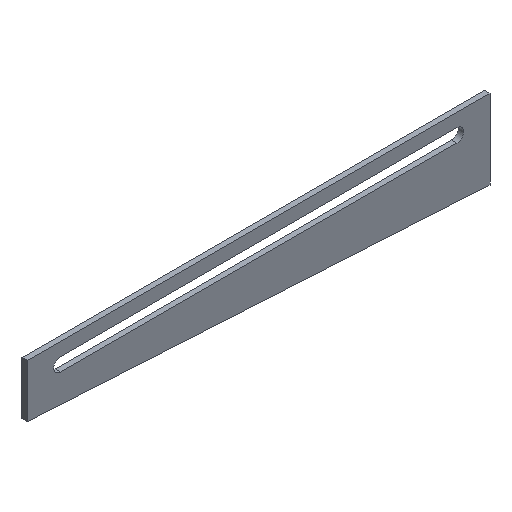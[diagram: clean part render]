
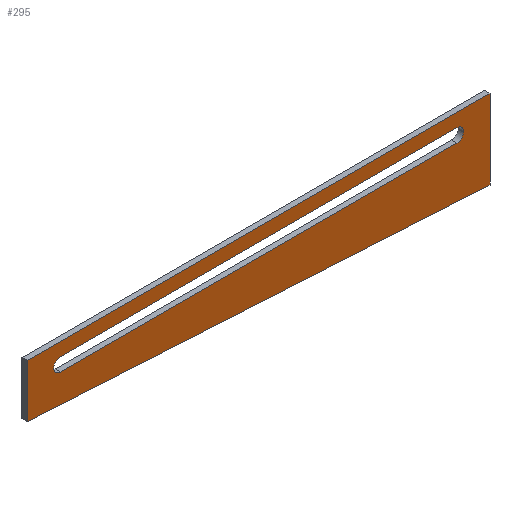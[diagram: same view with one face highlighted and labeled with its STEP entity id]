
A CAD part, isometric view. The second image highlights one B-rep face of the part: STEP entity #295.
In plain terms, the highlighted planar face has unit normal (0, -1, 0).
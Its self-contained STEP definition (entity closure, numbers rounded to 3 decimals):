
#15 = ORIENTED_EDGE ( 'NONE', *, *, #66, .F. ) ;
#16 = VERTEX_POINT ( 'NONE', #311 ) ;
#21 = DIRECTION ( 'NONE',  ( 0., 0., 1. ) ) ;
#24 = DIRECTION ( 'NONE',  ( 0., 0., -1. ) ) ;
#30 = CIRCLE ( 'NONE', #137, 2.5 ) ;
#39 = LINE ( 'NONE', #67, #275 ) ;
#40 = CARTESIAN_POINT ( 'NONE',  ( 35.748, 0., -25.924 ) ) ;
#42 = CARTESIAN_POINT ( 'NONE',  ( 23.248, 0., -3.424 ) ) ;
#47 = DIRECTION ( 'NONE',  ( 0., 0., 1. ) ) ;
#58 = FACE_OUTER_BOUND ( 'NONE', #279, .T. ) ;
#59 = ORIENTED_EDGE ( 'NONE', *, *, #223, .T. ) ;
#61 = EDGE_CURVE ( 'NONE', #319, #259, #365, .T. ) ;
#66 = EDGE_CURVE ( 'NONE', #354, #319, #39, .T. ) ;
#67 = CARTESIAN_POINT ( 'NONE',  ( 35.748, 0., 4.076 ) ) ;
#68 = DIRECTION ( 'NONE',  ( 0., 0., -1. ) ) ;
#72 = ORIENTED_EDGE ( 'NONE', *, *, #127, .F. ) ;
#74 = CARTESIAN_POINT ( 'NONE',  ( 23.248, 0., -0.924 ) ) ;
#77 = VECTOR ( 'NONE', #294, 1000. ) ;
#79 = LINE ( 'NONE', #171, #361 ) ;
#81 = ORIENTED_EDGE ( 'NONE', *, *, #371, .T. ) ;
#92 = VERTEX_POINT ( 'NONE', #196 ) ;
#94 = EDGE_CURVE ( 'NONE', #118, #197, #368, .T. ) ;
#97 = EDGE_CURVE ( 'NONE', #259, #16, #301, .T. ) ;
#109 = DIRECTION ( 'NONE',  ( 1., 0., 0. ) ) ;
#113 = VECTOR ( 'NONE', #290, 1000. ) ;
#118 = VERTEX_POINT ( 'NONE', #74 ) ;
#127 = EDGE_CURVE ( 'NONE', #16, #354, #192, .T. ) ;
#129 = ORIENTED_EDGE ( 'NONE', *, *, #97, .F. ) ;
#137 = AXIS2_PLACEMENT_3D ( 'NONE', #260, #143, #47 ) ;
#143 = DIRECTION ( 'NONE',  ( 0., 1., 0. ) ) ;
#145 = CARTESIAN_POINT ( 'NONE',  ( -139.252, 0., -15.924 ) ) ;
#161 = FACE_BOUND ( 'NONE', #251, .T. ) ;
#171 = CARTESIAN_POINT ( 'NONE',  ( -126.752, 0., -0.924 ) ) ;
#172 = PLANE ( 'NONE',  #179 ) ;
#176 = CARTESIAN_POINT ( 'NONE',  ( 35.748, 0., 4.076 ) ) ;
#177 = CARTESIAN_POINT ( 'NONE',  ( 35.748, 0., -25.924 ) ) ;
#179 = AXIS2_PLACEMENT_3D ( 'NONE', #351, #201, #24 ) ;
#186 = AXIS2_PLACEMENT_3D ( 'NONE', #42, #280, #374 ) ;
#192 = LINE ( 'NONE', #176, #113 ) ;
#196 = CARTESIAN_POINT ( 'NONE',  ( -126.752, 0., -0.924 ) ) ;
#197 = VERTEX_POINT ( 'NONE', #285 ) ;
#201 = DIRECTION ( 'NONE',  ( 0., -1., 0. ) ) ;
#209 = VECTOR ( 'NONE', #340, 1000. ) ;
#211 = CARTESIAN_POINT ( 'NONE',  ( 35.748, 0., 4.076 ) ) ;
#220 = VECTOR ( 'NONE', #21, 1000. ) ;
#223 = EDGE_CURVE ( 'NONE', #357, #92, #30, .T. ) ;
#249 = LINE ( 'NONE', #320, #77 ) ;
#251 = EDGE_LOOP ( 'NONE', ( #81, #59, #330, #355 ) ) ;
#259 = VERTEX_POINT ( 'NONE', #145 ) ;
#260 = CARTESIAN_POINT ( 'NONE',  ( -126.752, 0., -3.424 ) ) ;
#266 = EDGE_CURVE ( 'NONE', #92, #118, #79, .T. ) ;
#275 = VECTOR ( 'NONE', #68, 1000. ) ;
#279 = EDGE_LOOP ( 'NONE', ( #310, #15, #72, #129 ) ) ;
#280 = DIRECTION ( 'NONE',  ( 0., 1., 0. ) ) ;
#285 = CARTESIAN_POINT ( 'NONE',  ( 23.248, 0., -5.924 ) ) ;
#290 = DIRECTION ( 'NONE',  ( 1., 0., 0. ) ) ;
#291 = CARTESIAN_POINT ( 'NONE',  ( -126.752, 0., -5.924 ) ) ;
#294 = DIRECTION ( 'NONE',  ( -1., 0., 0. ) ) ;
#295 = ADVANCED_FACE ( 'NONE', ( #58, #161 ), #172, .T. ) ;
#301 = LINE ( 'NONE', #335, #220 ) ;
#310 = ORIENTED_EDGE ( 'NONE', *, *, #61, .F. ) ;
#311 = CARTESIAN_POINT ( 'NONE',  ( -139.252, 0., 4.076 ) ) ;
#319 = VERTEX_POINT ( 'NONE', #177 ) ;
#320 = CARTESIAN_POINT ( 'NONE',  ( -126.752, 0., -5.924 ) ) ;
#330 = ORIENTED_EDGE ( 'NONE', *, *, #266, .T. ) ;
#335 = CARTESIAN_POINT ( 'NONE',  ( -139.252, 0., 4.076 ) ) ;
#340 = DIRECTION ( 'NONE',  ( -0.998, 0., 0.057 ) ) ;
#351 = CARTESIAN_POINT ( 'NONE',  ( 0., 0., 0. ) ) ;
#354 = VERTEX_POINT ( 'NONE', #211 ) ;
#355 = ORIENTED_EDGE ( 'NONE', *, *, #94, .T. ) ;
#357 = VERTEX_POINT ( 'NONE', #291 ) ;
#361 = VECTOR ( 'NONE', #109, 1000. ) ;
#365 = LINE ( 'NONE', #40, #209 ) ;
#368 = CIRCLE ( 'NONE', #186, 2.5 ) ;
#371 = EDGE_CURVE ( 'NONE', #197, #357, #249, .T. ) ;
#374 = DIRECTION ( 'NONE',  ( 0., 0., 1. ) ) ;
